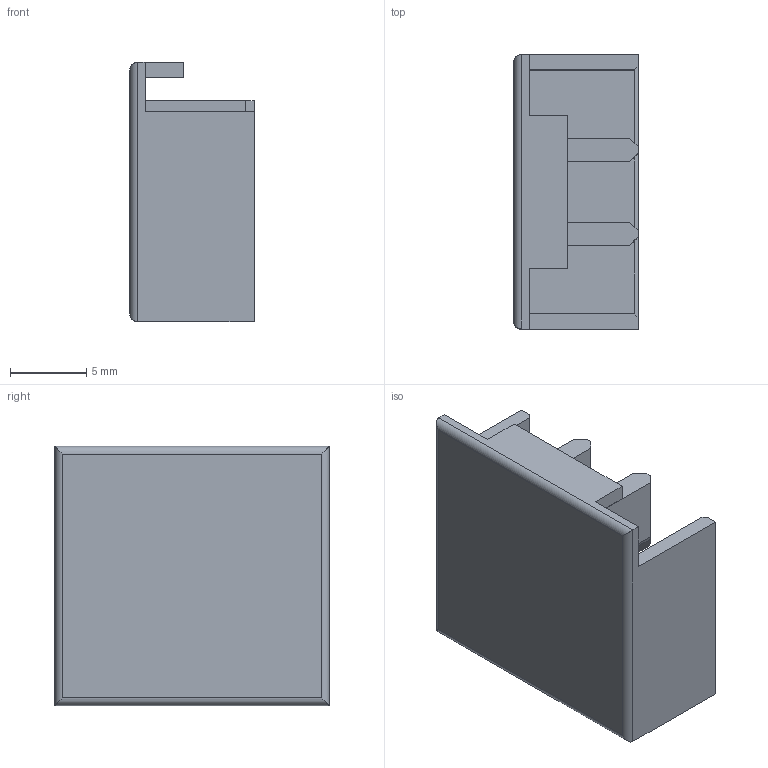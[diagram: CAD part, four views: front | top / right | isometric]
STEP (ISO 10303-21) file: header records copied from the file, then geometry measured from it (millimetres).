
FILE_DESCRIPTION(('STEP AP214'),'1');
FILE_NAME('cctmp_2E773073-A609-405F-9995-86E00408504C_2023_07_24_20_23_32_0017..stp','2023-07-24T18:23:32',('SIEMENS A&D'),('CADClick - www.CADClick.com'),'Spatial InterOp 3D postprocessed',' ','unknown authorization');
FILE_SCHEMA(('AUTOMOTIVE_DESIGN'));
Length unit declared in the file: millimetre
Products named in the file (1): 2023_07_24_20_23_32_0017
Bounding box: 8.15 x 18 x 17 mm (x, y, z)
Volume: 852.3 mm3; surface area: 1683 mm2
Topology: 1 solids, 1 shells, 63 faces, 171 edges, 112 vertices
Faces by surface type: plane 59, cylinder 4
Entity records: 2160 total; most frequent: CARTESIAN_POINT 347, ORIENTED_EDGE 342, DIRECTION 303, EDGE_CURVE 171, LINE 167, VECTOR 167, VERTEX_POINT 112, AXIS2_PLACEMENT_3D 68
